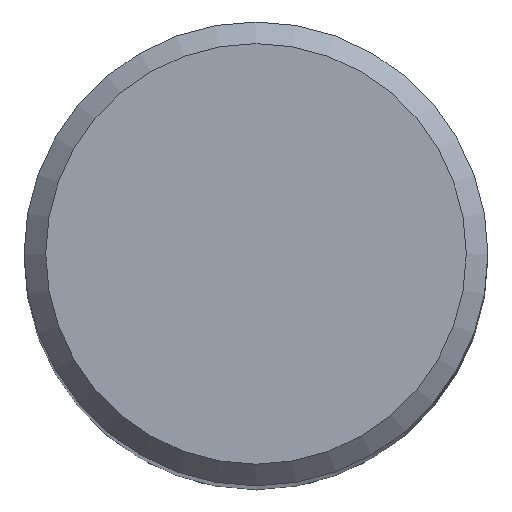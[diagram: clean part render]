
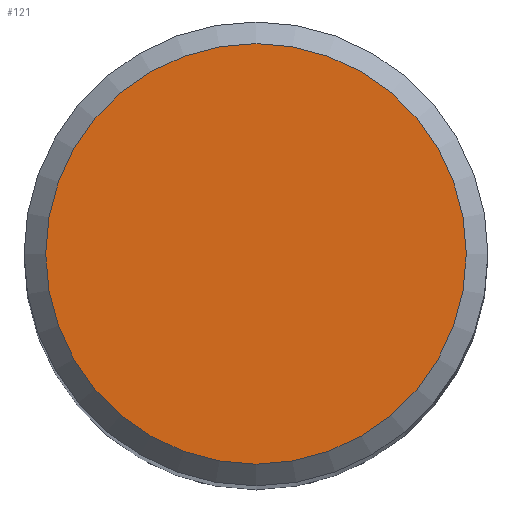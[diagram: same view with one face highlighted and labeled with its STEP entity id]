
A CAD part, top view. The second image highlights one B-rep face of the part: STEP entity #121.
In plain terms, the highlighted planar face has unit normal (0, 0, 1).
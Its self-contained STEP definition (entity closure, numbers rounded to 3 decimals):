
#121=ADVANCED_FACE('',(#133),#130,.T.);
#130=PLANE('',#272);
#133=FACE_OUTER_BOUND('',#137,.T.);
#137=EDGE_LOOP('',(#151));
#151=ORIENTED_EDGE('',*,*,#172,.T.);
#165=VERTEX_POINT('',#360);
#172=EDGE_CURVE('',#165,#165,#179,.T.);
#179=CIRCLE('',#271,5.498);
#271=AXIS2_PLACEMENT_3D('',#359,#304,#305);
#272=AXIS2_PLACEMENT_3D('',#361,#306,#307);
#304=DIRECTION('',(0.,0.,1.));
#305=DIRECTION('',(1.,0.,0.));
#306=DIRECTION('',(0.,0.,1.));
#307=DIRECTION('',(1.,0.,0.));
#359=CARTESIAN_POINT('',(0.,0.,0.));
#360=CARTESIAN_POINT('',(5.497,0.,0.));
#361=CARTESIAN_POINT('',(0.,0.,0.));
